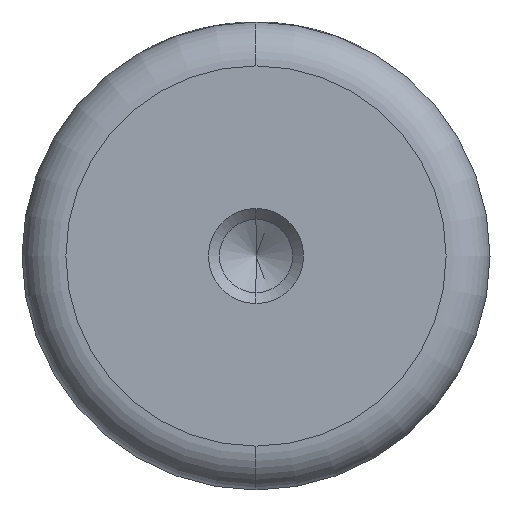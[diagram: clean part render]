
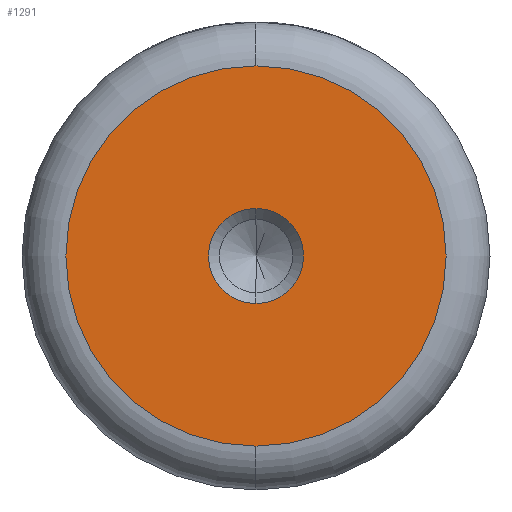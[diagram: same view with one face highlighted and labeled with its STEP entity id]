
A CAD part, left-side view. The second image highlights one B-rep face of the part: STEP entity #1291.
In plain terms, the highlighted planar face has unit normal (-1, 0, 0).
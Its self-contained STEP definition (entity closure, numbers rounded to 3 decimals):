
#4 = AXIS2_PLACEMENT_3D ( 'NONE', #913, #247, #1027 ) ;
#21 = CARTESIAN_POINT ( 'NONE',  ( 0., 0., 0. ) ) ;
#51 = CARTESIAN_POINT ( 'NONE',  ( 0., 0., 0. ) ) ;
#62 = DIRECTION ( 'NONE',  ( 0., 0., 1. ) ) ;
#64 = AXIS2_PLACEMENT_3D ( 'NONE', #51, #746, #62 ) ;
#76 = VERTEX_POINT ( 'NONE', #1112 ) ;
#95 = FACE_OUTER_BOUND ( 'NONE', #928, .T. ) ;
#145 = DIRECTION ( 'NONE',  ( 0., 0., 1. ) ) ;
#154 = CARTESIAN_POINT ( 'NONE',  ( 0., 0., 0. ) ) ;
#194 = VERTEX_POINT ( 'NONE', #1014 ) ;
#247 = DIRECTION ( 'NONE',  ( -1., 0., 0. ) ) ;
#262 = CIRCLE ( 'NONE', #934, 3.25 ) ;
#278 = DIRECTION ( 'NONE',  ( 0., 0., 1. ) ) ;
#513 = ORIENTED_EDGE ( 'NONE', *, *, #1042, .F. ) ;
#554 = AXIS2_PLACEMENT_3D ( 'NONE', #154, #933, #278 ) ;
#619 = CARTESIAN_POINT ( 'NONE',  ( 0., 0., 3.25 ) ) ;
#627 = CARTESIAN_POINT ( 'NONE',  ( 0., 0., 0. ) ) ;
#667 = ORIENTED_EDGE ( 'NONE', *, *, #1413, .T. ) ;
#738 = DIRECTION ( 'NONE',  ( 0., 0., 1. ) ) ;
#746 = DIRECTION ( 'NONE',  ( -1., 0., 0. ) ) ;
#748 = EDGE_CURVE ( 'NONE', #76, #851, #262, .T. ) ;
#819 = DIRECTION ( 'NONE',  ( -1., 0., 0. ) ) ;
#851 = VERTEX_POINT ( 'NONE', #619 ) ;
#859 = CIRCLE ( 'NONE', #1312, 13. ) ;
#897 = CIRCLE ( 'NONE', #4, 3.25 ) ;
#913 = CARTESIAN_POINT ( 'NONE',  ( 0., 0., 0. ) ) ;
#928 = EDGE_LOOP ( 'NONE', ( #1352, #667 ) ) ;
#933 = DIRECTION ( 'NONE',  ( -1., 0., 0. ) ) ;
#934 = AXIS2_PLACEMENT_3D ( 'NONE', #21, #819, #145 ) ;
#951 = EDGE_LOOP ( 'NONE', ( #513, #1078 ) ) ;
#1014 = CARTESIAN_POINT ( 'NONE',  ( 0., 0., -13. ) ) ;
#1027 = DIRECTION ( 'NONE',  ( 0., 0., 1. ) ) ;
#1042 = EDGE_CURVE ( 'NONE', #851, #76, #897, .T. ) ;
#1078 = ORIENTED_EDGE ( 'NONE', *, *, #748, .F. ) ;
#1112 = CARTESIAN_POINT ( 'NONE',  ( 0., 0., -3.25 ) ) ;
#1155 = EDGE_CURVE ( 'NONE', #1255, #194, #1378, .T. ) ;
#1157 = CARTESIAN_POINT ( 'NONE',  ( 0., 0., 13. ) ) ;
#1219 = FACE_BOUND ( 'NONE', #951, .T. ) ;
#1255 = VERTEX_POINT ( 'NONE', #1157 ) ;
#1291 = ADVANCED_FACE ( 'NONE', ( #1219, #95 ), #1390, .T. ) ;
#1312 = AXIS2_PLACEMENT_3D ( 'NONE', #627, #1383, #738 ) ;
#1352 = ORIENTED_EDGE ( 'NONE', *, *, #1155, .T. ) ;
#1378 = CIRCLE ( 'NONE', #554, 13. ) ;
#1383 = DIRECTION ( 'NONE',  ( -1., 0., 0. ) ) ;
#1390 = PLANE ( 'NONE',  #64 ) ;
#1413 = EDGE_CURVE ( 'NONE', #194, #1255, #859, .T. ) ;
